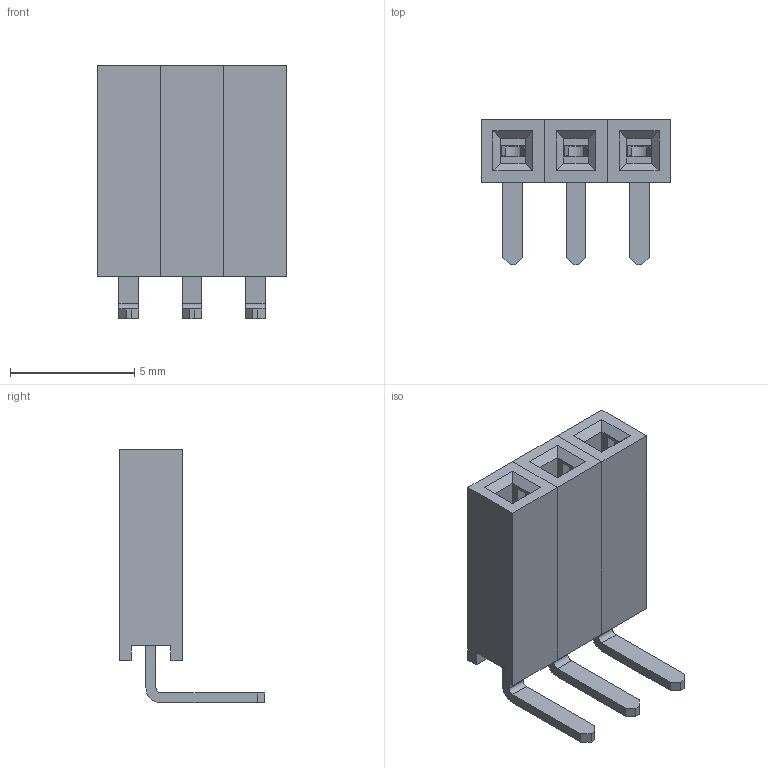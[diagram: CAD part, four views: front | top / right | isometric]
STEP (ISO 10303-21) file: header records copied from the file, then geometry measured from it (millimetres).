
FILE_DESCRIPTION (( 'STEP AP214' ), '1' );
FILE_NAME ('User Library-PBS (DS1024).STEP', '2022-01-08T15:15:29', ( '' ), ( '' ), 'SwSTEP 2.0', 'SolidWorks 2021', '' );
FILE_SCHEMA (( 'AUTOMOTIVE_DESIGN' ));
Length unit declared in the file: millimetre
Products named in the file (1): User Library-PBS (DS1024)
Bounding box: 7.62 x 5.84 x 10.2 mm (x, y, z)
Volume: 139.8 mm3; surface area: 539.1 mm2
Topology: 3 solids, 3 shells, 156 faces, 438 edges, 288 vertices
Faces by surface type: plane 147, cylinder 9
Entity records: 5858 total; most frequent: CARTESIAN_POINT 883, ORIENTED_EDGE 876, DIRECTION 770, EDGE_CURVE 438, LINE 420, VECTOR 420, VERTEX_POINT 288, AXIS2_PLACEMENT_3D 175
